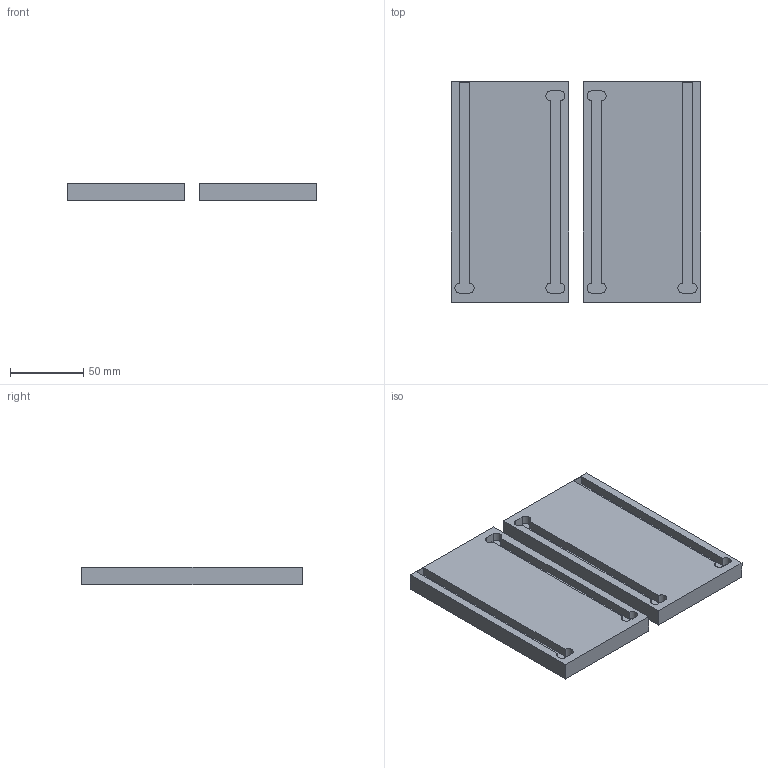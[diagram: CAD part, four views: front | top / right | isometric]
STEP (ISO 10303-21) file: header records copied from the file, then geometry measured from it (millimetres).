
FILE_DESCRIPTION(/* description */ (''),/* implementation_level */ '2;1');
FILE_NAME(/* name */ 'a13a692f-54a8-486e-ab3a-6acdcf6799f1.step',/* time_stamp */ '2024-07-09T11:19:57Z',/* author */ (''),/* organization */ (''),/* preprocessor_version */ 'ST-DEVELOPER v20',/* originating_system */ 'Autodesk Translation Framework v13.14.0.145',/* authorisation */ '');
FILE_SCHEMA (('AUTOMOTIVE_DESIGN { 1 0 10303 214 3 1 1 }'));
Length unit declared in the file: millimetre
Products named in the file (3): corte cajón 3; lado1; lado2
Assembly tree (2 placements, depth 2):
  corte cajón 3
    lado1
    lado2
Bounding box: 170 x 150 x 12 mm (x, y, z)
Volume: 263220.1 mm3; surface area: 66350.1 mm2
Topology: 2 solids, 2 shells, 44 faces, 108 edges, 72 vertices
Faces by surface type: plane 32, cylinder 12
Entity records: 1395 total; most frequent: DIRECTION 230, CARTESIAN_POINT 229, ORIENTED_EDGE 216, EDGE_CURVE 108, LINE 84, VECTOR 84, AXIS2_PLACEMENT_3D 73, VERTEX_POINT 72
